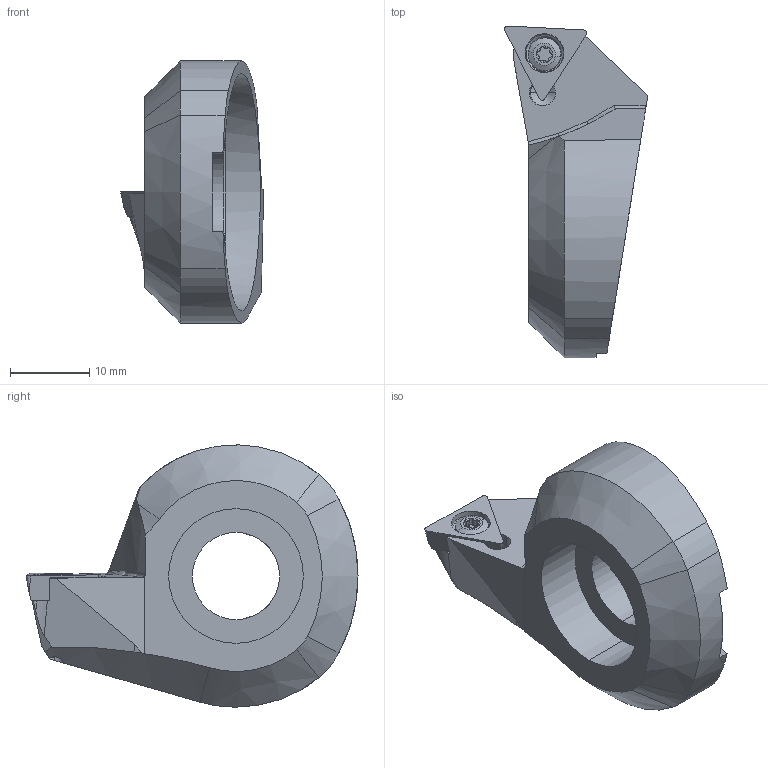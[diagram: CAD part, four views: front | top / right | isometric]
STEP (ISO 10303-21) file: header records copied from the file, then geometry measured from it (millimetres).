
FILE_DESCRIPTION (( 'STEP AP203' ), '1' );
FILE_NAME ('256.550.T11.STEP', '2024-08-23T08:56:01', ( '' ), ( '' ), 'SwSTEP 2.0', 'SolidWorks 2022', '' );
FILE_SCHEMA (( 'CONFIG_CONTROL_DESIGN' ));
Length unit declared in the file: millimetre
Products named in the file (4): F55-WTI.001.013_A_fertigbearbeitet; WCA-ER2.001.007_A; TPGH110304; 256.550.T11
Assembly tree (3 placements, depth 2):
  256.550.T11
    F55-WTI.001.013_A_fertigbearbeitet
    TPGH110304
    WCA-ER2.001.007_A
Bounding box: 18.05 x 41.9 x 33.1 mm (x, y, z)
Volume: 7309.1 mm3; surface area: 3954.2 mm2
Topology: 3 solids, 3 shells, 111 faces, 294 edges, 184 vertices
Faces by surface type: cylinder 45, plane 32, cone 20, torus 12, sphere 2
Entity records: 3918 total; most frequent: CARTESIAN_POINT 830, ORIENTED_EDGE 578, DIRECTION 565, EDGE_CURVE 289, AXIS2_PLACEMENT_3D 219, VERTEX_POINT 184, LINE 127, VECTOR 127
